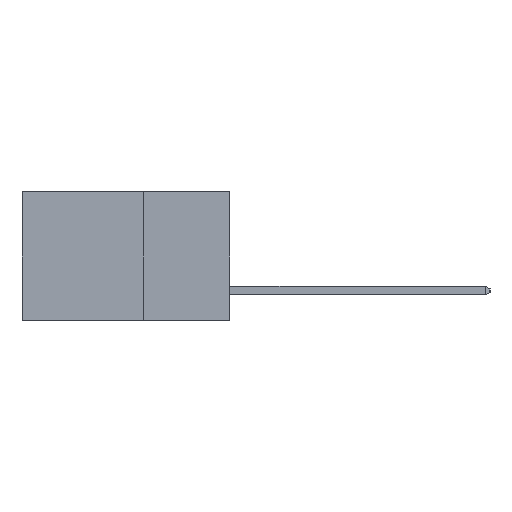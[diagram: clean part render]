
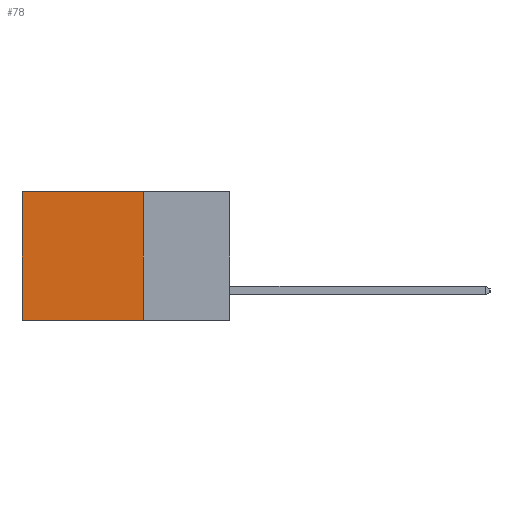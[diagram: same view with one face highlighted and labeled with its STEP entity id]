
A CAD part, left-side view. The second image highlights one B-rep face of the part: STEP entity #78.
In plain terms, the highlighted planar face has unit normal (-1, 0, 0).
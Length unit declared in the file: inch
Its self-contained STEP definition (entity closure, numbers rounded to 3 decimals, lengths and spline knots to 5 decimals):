
#78 = ADVANCED_FACE ( 'NONE', ( #3119 ), #4626, .F. ) ;
#202 = CARTESIAN_POINT ( 'NONE',  ( 0.2615, 0.25, -0.37 ) ) ;
#751 = CARTESIAN_POINT ( 'NONE',  ( 0.2615, 0.25, -0.37 ) ) ;
#988 = CARTESIAN_POINT ( 'NONE',  ( 0.2615, 0.25, -0.37 ) ) ;
#1176 = CARTESIAN_POINT ( 'NONE',  ( 0.2615, 0.6, -0.37 ) ) ;
#1200 = EDGE_CURVE ( 'NONE', #7178, #5014, #7197, .T. ) ;
#2139 = LINE ( 'NONE', #9050, #8059 ) ;
#2398 = CARTESIAN_POINT ( 'NONE',  ( 0.2615, 0.25, 0. ) ) ;
#2862 = EDGE_CURVE ( 'NONE', #4478, #7178, #2139, .T. ) ;
#2997 = VECTOR ( 'NONE', #6220, 39.37008 ) ;
#3080 = VECTOR ( 'NONE', #4342, 39.37008 ) ;
#3119 = FACE_OUTER_BOUND ( 'NONE', #8050, .T. ) ;
#3157 = CARTESIAN_POINT ( 'NONE',  ( 0.2615, 0.6, -0.37 ) ) ;
#3310 = ORIENTED_EDGE ( 'NONE', *, *, #2862, .T. ) ;
#3871 = DIRECTION ( 'NONE',  ( 0., 0., -1. ) ) ;
#4342 = DIRECTION ( 'NONE',  ( 0., 0., -1. ) ) ;
#4478 = VERTEX_POINT ( 'NONE', #2398 ) ;
#4585 = AXIS2_PLACEMENT_3D ( 'NONE', #988, #7261, #3871 ) ;
#4626 = PLANE ( 'NONE',  #4585 ) ;
#4866 = ORIENTED_EDGE ( 'NONE', *, *, #6939, .F. ) ;
#5014 = VERTEX_POINT ( 'NONE', #3157 ) ;
#5157 = CARTESIAN_POINT ( 'NONE',  ( 0.2615, 0.6, 0. ) ) ;
#5594 = VERTEX_POINT ( 'NONE', #751 ) ;
#5621 = LINE ( 'NONE', #6379, #2997 ) ;
#5797 = ORIENTED_EDGE ( 'NONE', *, *, #1200, .T. ) ;
#6220 = DIRECTION ( 'NONE',  ( 0., 0., -1. ) ) ;
#6331 = EDGE_CURVE ( 'NONE', #5594, #5014, #7119, .T. ) ;
#6379 = CARTESIAN_POINT ( 'NONE',  ( 0.2615, 0.25, -0.37 ) ) ;
#6633 = ORIENTED_EDGE ( 'NONE', *, *, #6331, .F. ) ;
#6939 = EDGE_CURVE ( 'NONE', #4478, #5594, #5621, .T. ) ;
#7119 = LINE ( 'NONE', #202, #8347 ) ;
#7178 = VERTEX_POINT ( 'NONE', #5157 ) ;
#7197 = LINE ( 'NONE', #1176, #3080 ) ;
#7261 = DIRECTION ( 'NONE',  ( 1., 0., 0. ) ) ;
#8050 = EDGE_LOOP ( 'NONE', ( #5797, #6633, #4866, #3310 ) ) ;
#8059 = VECTOR ( 'NONE', #9191, 39.37008 ) ;
#8347 = VECTOR ( 'NONE', #10020, 39.37008 ) ;
#9050 = CARTESIAN_POINT ( 'NONE',  ( 0.2615, 0.25, 0. ) ) ;
#9191 = DIRECTION ( 'NONE',  ( 0., 1., 0. ) ) ;
#10020 = DIRECTION ( 'NONE',  ( 0., 1., 0. ) ) ;
